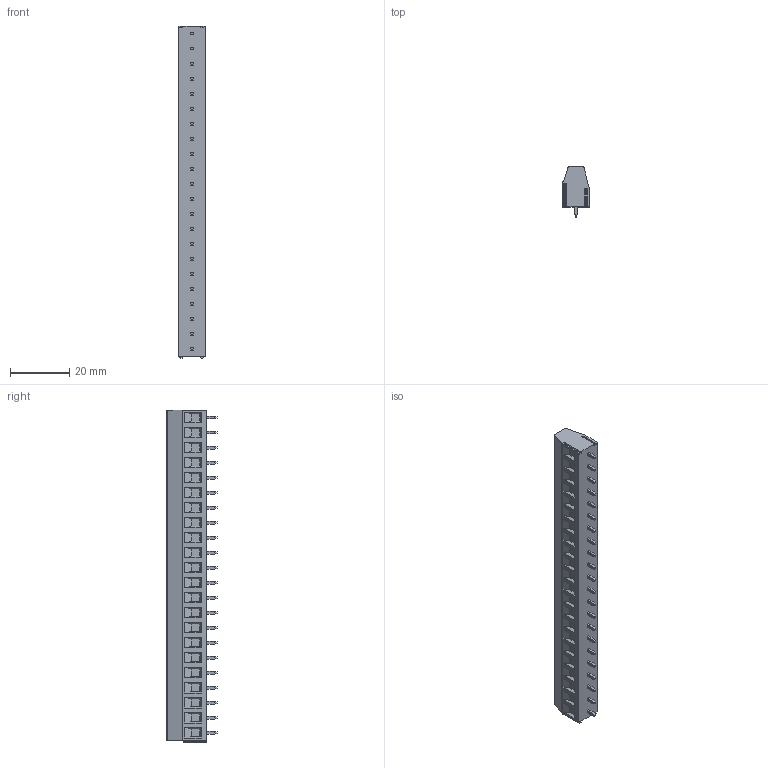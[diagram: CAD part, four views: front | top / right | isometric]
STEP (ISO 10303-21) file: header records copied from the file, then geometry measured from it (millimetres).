
FILE_DESCRIPTION((''),'2;1');
FILE_NAME('PRT0053','2025-01-13T',('yanfa'),(''),'PRO/ENGINEER BY PARAMETRIC TECHNOLOGY CORPORATION, 2009280','PRO/ENGINEER BY PARAMETRIC TECHNOLOGY CORPORATION, 2009280','');
FILE_SCHEMA(('AUTOMOTIVE_DESIGN_CC2 { 1 2 10303 214 -1 1 5 2 }'));
Length unit declared in the file: millimetre
Products named in the file (1): PRT0053
Bounding box: 9 x 17 x 112.36 mm (x, y, z)
Volume: 11562.9 mm3; surface area: 6079.4 mm2
Topology: 1 solids, 1 shells, 849 faces, 2035 edges, 1254 vertices
Faces by surface type: plane 575, cylinder 142, cone 88, torus 44
Entity records: 24429 total; most frequent: CARTESIAN_POINT 4578, DIRECTION 4105, ORIENTED_EDGE 4070, EDGE_CURVE 2035, VECTOR 1487, LINE 1487, AXIS2_PLACEMENT_3D 1309, VERTEX_POINT 1254
